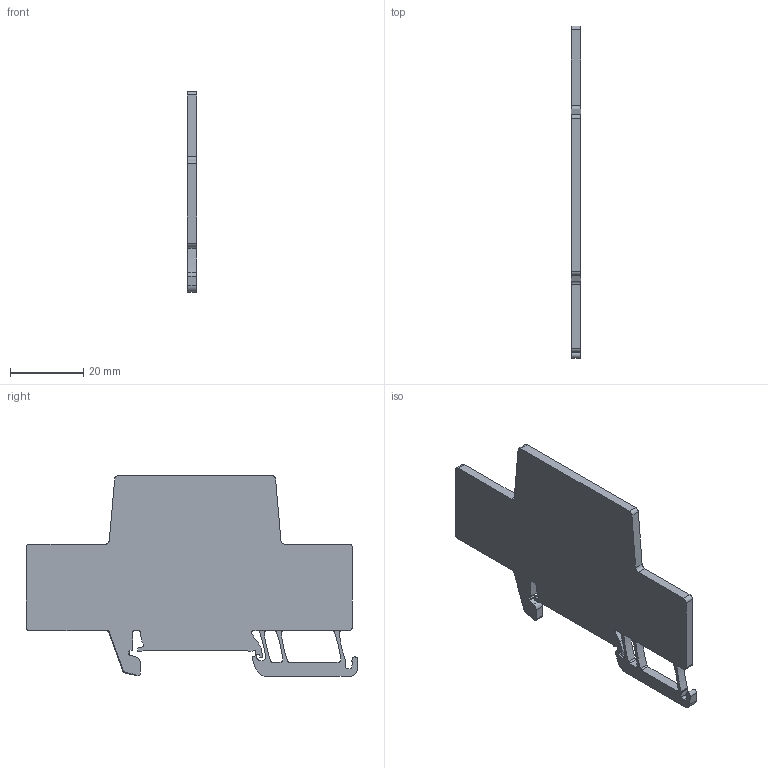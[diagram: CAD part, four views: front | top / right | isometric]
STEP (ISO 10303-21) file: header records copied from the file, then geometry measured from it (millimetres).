
FILE_DESCRIPTION(('CATIA V5R24 STEP','CAx-IF Rec.Pracs.--- Model Styling and Organization---1.2---2011-12-15'),'2;1');
FILE_NAME ('D1462801_0', '2017-03-02T08:05:14+00:00', ('Weidmueller Interface'), ('Weidmueller'), 'CATIA Version 5-6 Release 2014 SP4 HF52', 'CATIA V5 STEP AP214', 'none');
FILE_SCHEMA(('AUTOMOTIVE_DESIGN { 1 0 10303 214 1 1 1 1 }'));
Length unit declared in the file: millimetre
Products named in the file (1): v5-standard_part
Bounding box: 2.5 x 90.68 x 54.85 mm (x, y, z)
Volume: 8255.9 mm3; surface area: 7696.2 mm2
Topology: 1 solids, 1 shells, 134 faces, 402 edges, 268 vertices
Faces by surface type: cylinder 80, plane 54
Entity records: 4438 total; most frequent: CARTESIAN_POINT 804, ORIENTED_EDGE 804, DIRECTION 661, EDGE_CURVE 402, AXIS2_PLACEMENT_3D 291, VERTEX_POINT 268, VECTOR 241, LINE 241
